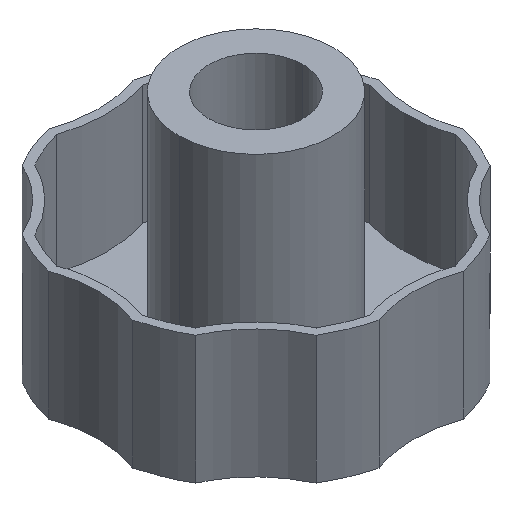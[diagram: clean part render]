
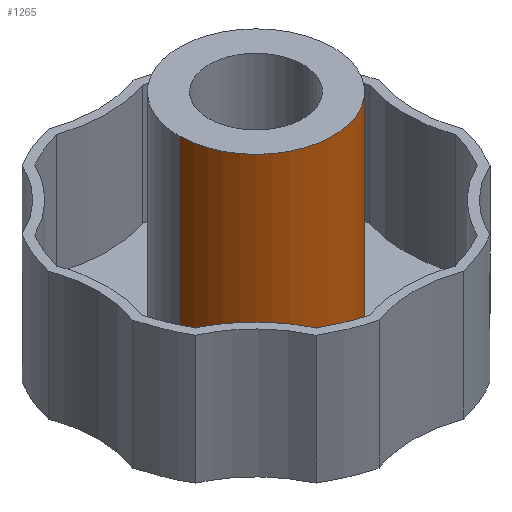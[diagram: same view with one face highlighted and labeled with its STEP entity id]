
A CAD part, isometric view. The second image highlights one B-rep face of the part: STEP entity #1265.
In plain terms, the highlighted free-form (B-spline) face has degree [2, 1] with [5, 2] control points.
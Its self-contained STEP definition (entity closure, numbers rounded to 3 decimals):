
#97 = VERTEX_POINT('',#98);
#98 = CARTESIAN_POINT('',(12.479,0.,
    36.05));
#99 = VERTEX_POINT('',#100);
#100 = CARTESIAN_POINT('',(-12.479,0.,36.05));
#108 = EDGE_CURVE('',#97,#109,#111,.T.);
#109 = VERTEX_POINT('',#110);
#110 = CARTESIAN_POINT('',(12.479,0.,
    1.387));
#111 = B_SPLINE_CURVE_WITH_KNOTS('',1,(#112,#113),.UNSPECIFIED.,.F.,.F.,
  (2,2),(-0.,25.),.PIECEWISE_BEZIER_KNOTS.);
#112 = CARTESIAN_POINT('',(12.479,0.,
    36.05));
#113 = CARTESIAN_POINT('',(12.479,0.,
    1.387));
#116 = VERTEX_POINT('',#117);
#117 = CARTESIAN_POINT('',(-12.479,0.,1.387));
#125 = EDGE_CURVE('',#99,#116,#126,.T.);
#126 = B_SPLINE_CURVE_WITH_KNOTS('',1,(#127,#128),.UNSPECIFIED.,.F.,.F.,
  (2,2),(-0.,25.),.PIECEWISE_BEZIER_KNOTS.);
#127 = CARTESIAN_POINT('',(-12.479,0.,36.05));
#128 = CARTESIAN_POINT('',(-12.479,0.,1.387));
#1082 = EDGE_CURVE('',#116,#109,#1083,.T.);
#1083 = ( BOUNDED_CURVE() B_SPLINE_CURVE(2,(#1084,#1085,#1086,#1087,
#1088),.UNSPECIFIED.,.F.,.F.) B_SPLINE_CURVE_WITH_KNOTS((3,2,3),(
    3.142,4.712,6.283),
.PIECEWISE_BEZIER_KNOTS.) CURVE() GEOMETRIC_REPRESENTATION_ITEM() 
RATIONAL_B_SPLINE_CURVE((1.,0.707,1.,0.707,1.)) 
REPRESENTATION_ITEM('') );
#1084 = CARTESIAN_POINT('',(-12.479,0.,
    1.387));
#1085 = CARTESIAN_POINT('',(-12.479,-12.479,
    1.387));
#1086 = CARTESIAN_POINT('',(0.,-12.479,
    1.387));
#1087 = CARTESIAN_POINT('',(12.479,-12.479,
    1.387));
#1088 = CARTESIAN_POINT('',(12.479,0.,
    1.387));
#1265 = ADVANCED_FACE('',(#1266),#1279,.T.);
#1266 = FACE_BOUND('',#1267,.T.);
#1267 = EDGE_LOOP('',(#1268,#1269,#1277,#1278));
#1268 = ORIENTED_EDGE('',*,*,#108,.F.);
#1269 = ORIENTED_EDGE('',*,*,#1270,.F.);
#1270 = EDGE_CURVE('',#99,#97,#1271,.T.);
#1271 = ( BOUNDED_CURVE() B_SPLINE_CURVE(2,(#1272,#1273,#1274,#1275,
#1276),.UNSPECIFIED.,.F.,.F.) B_SPLINE_CURVE_WITH_KNOTS((3,2,3),(
    3.142,4.712,6.283),
.PIECEWISE_BEZIER_KNOTS.) CURVE() GEOMETRIC_REPRESENTATION_ITEM() 
RATIONAL_B_SPLINE_CURVE((1.,0.707,1.,0.707,1.)) 
REPRESENTATION_ITEM('') );
#1272 = CARTESIAN_POINT('',(-12.479,0.,
    36.05));
#1273 = CARTESIAN_POINT('',(-12.479,-12.479,
    36.05));
#1274 = CARTESIAN_POINT('',(0.,-12.479,
    36.05));
#1275 = CARTESIAN_POINT('',(12.479,-12.479,
    36.05));
#1276 = CARTESIAN_POINT('',(12.479,0.,
    36.05));
#1277 = ORIENTED_EDGE('',*,*,#125,.T.);
#1278 = ORIENTED_EDGE('',*,*,#1082,.T.);
#1279 = ( BOUNDED_SURFACE() B_SPLINE_SURFACE(2,1,(
    (#1280,#1281)
    ,(#1282,#1283)
    ,(#1284,#1285)
    ,(#1286,#1287)
    ,(#1288,#1289
)),.UNSPECIFIED.,.F.,.F.,.F.) B_SPLINE_SURFACE_WITH_KNOTS((3,2,3),(2,2),
  (3.142,4.712,6.283),(0.,25.),
.PIECEWISE_BEZIER_KNOTS.) GEOMETRIC_REPRESENTATION_ITEM() 
RATIONAL_B_SPLINE_SURFACE((
    (1.,1.)
    ,(0.707,0.707)
    ,(1.,1.)
    ,(0.707,0.707)
,(1.,1.))) REPRESENTATION_ITEM('') SURFACE() );
#1280 = CARTESIAN_POINT('',(12.479,0.,
    36.05));
#1281 = CARTESIAN_POINT('',(12.479,0.,
    1.387));
#1282 = CARTESIAN_POINT('',(12.479,-12.479,
    36.05));
#1283 = CARTESIAN_POINT('',(12.479,-12.479,
    1.387));
#1284 = CARTESIAN_POINT('',(0.,-12.479,
    36.05));
#1285 = CARTESIAN_POINT('',(0.,-12.479,
    1.387));
#1286 = CARTESIAN_POINT('',(-12.479,-12.479,
    36.05));
#1287 = CARTESIAN_POINT('',(-12.479,-12.479,
    1.387));
#1288 = CARTESIAN_POINT('',(-12.479,0.,
    36.05));
#1289 = CARTESIAN_POINT('',(-12.479,0.,
    1.387));
